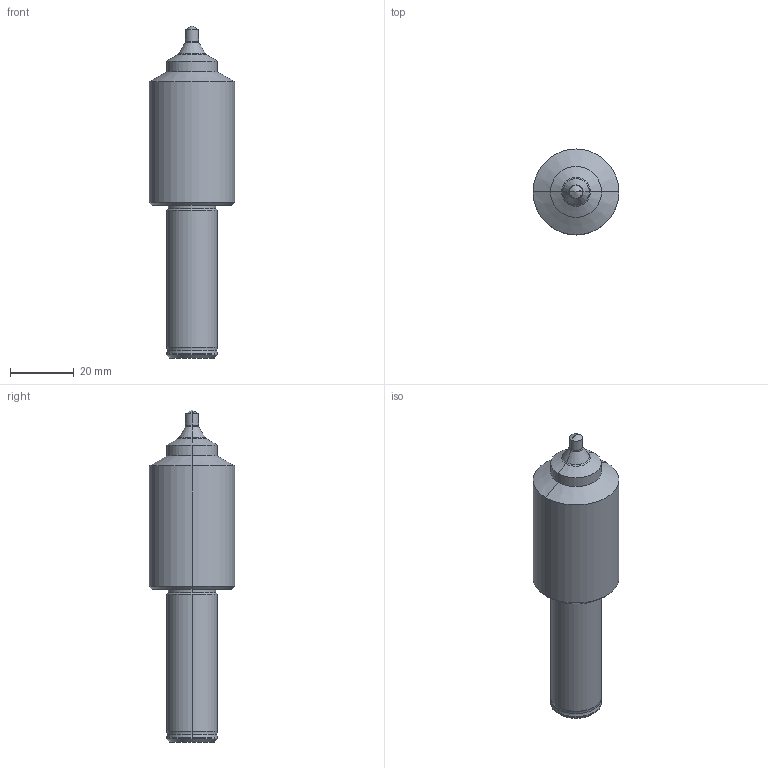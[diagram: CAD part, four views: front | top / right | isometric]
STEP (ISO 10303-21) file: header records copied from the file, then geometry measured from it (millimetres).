
FILE_DESCRIPTION (( 'STEP AP214' ), '1' );
FILE_NAME ('99616-IC16-16F_I9MTB0400.STEP', '2017-03-06T07:02:30', ( 'User' ), ( 'GENUINE' ), 'SwSTEP 2.0', 'SolidWorks 2012', '' );
FILE_SCHEMA (( 'AUTOMOTIVE_DESIGN' ));
Length unit declared in the file: millimetre
Products named in the file (1): 99616-IC16-16F_I9MTB0400
Bounding box: 27 x 27 x 104.4 mm (x, y, z)
Volume: 34065.4 mm3; surface area: 7143.9 mm2
Topology: 1 solids, 1 shells, 36 faces, 72 edges, 37 vertices
Faces by surface type: cone 14, cylinder 12, torus 8, plane 2
Entity records: 1094 total; most frequent: DIRECTION 188, CARTESIAN_POINT 144, ORIENTED_EDGE 140, AXIS2_PLACEMENT_3D 81, EDGE_CURVE 70, CIRCLE 44, EDGE_LOOP 37, VERTEX_POINT 37
